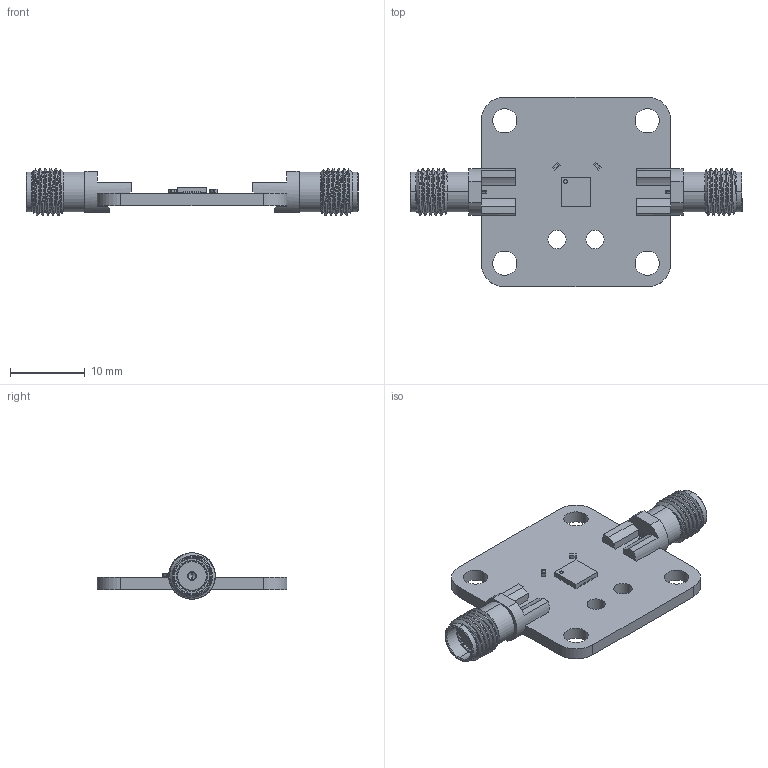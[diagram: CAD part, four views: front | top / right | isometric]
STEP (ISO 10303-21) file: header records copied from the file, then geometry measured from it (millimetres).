
FILE_DESCRIPTION(('KiCad electronic assembly'),'2;1');
FILE_NAME('X-Band Amplifier.step','2024-06-20T16:45:16',('Pcbnew'),( 'Kicad'),'Open CASCADE STEP processor 7.7','KiCad to STEP converter' ,'Unknown');
FILE_SCHEMA(('AUTOMOTIVE_DESIGN { 1 0 10303 214 1 1 1 1 }'));
Length unit declared in the file: millimetre
Products named in the file (8): X-Band Amplifier 1; CONN SMA JACK STR 50OHM EDGE; 901-10513-3; QFN-20-1EP_4x4mm_P0.5mm_EP2.5x2.5mm; QFN-20-1EP_4x4mm_Pitch0.5mm; C_0402_1005Metric; X-Band Amplifier_PCB
Assembly tree (9 placements, depth 3):
  X-Band Amplifier 1
    CONN SMA JACK STR 50OHM EDGE  x2
      901-10513-3
    QFN-20-1EP_4x4mm_P0.5mm_EP2.5x2.5mm
      QFN-20-1EP_4x4mm_Pitch0.5mm
    C_0402_1005Metric  x2
      C_0402_1005Metric
    X-Band Amplifier_PCB
Bounding box: 44.4 x 25.4 x 6.19 mm (x, y, z)
Volume: 1464.2 mm3; surface area: 2280.9 mm2
Topology: 6 solids, 6 shells, 380 faces, 1020 edges, 662 vertices
Faces by surface type: plane 205, cylinder 117, cone 36, bspline 18, sphere 4
Full cylindrical faces by diameter (mm): 0.2 x4, 0.5 x1, 2.438 x2, 3.264 x4
Entity records: 12483 total; most frequent: CARTESIAN_POINT 4342, ORIENTED_EDGE 1456, DIRECTION 1391, EDGE_CURVE 728, LINE 521, VECTOR 521, VERTEX_POINT 479, AXIS2_PLACEMENT_3D 435
